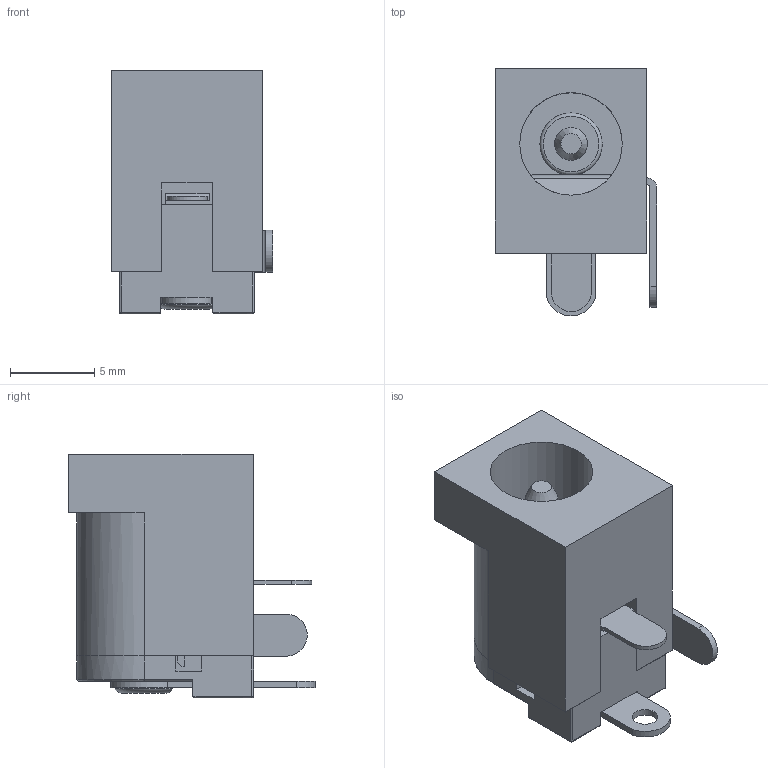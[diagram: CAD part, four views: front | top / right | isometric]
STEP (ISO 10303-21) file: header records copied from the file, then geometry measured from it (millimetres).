
FILE_DESCRIPTION(/* description */ ('Alibre Inc.'),/* implementation_level */ '2;1');
FILE_NAME(/* name */ 'export0',/* time_stamp */ '2014-09-26T08:31:39+09:00',/* author */ (''),/* organization */ (''),/* preprocessor_version */ 'ST-DEVELOPER v14',/* originating_system */ 'Alibre',/* authorisation */ '');
FILE_SCHEMA (('CONFIG_CONTROL_DESIGN'));
Length unit declared in the file: centimetre
Products named in the file (1): ID_1
Bounding box: 9.59 x 14.7 x 14.5 mm (x, y, z)
Volume: 782.4 mm3; surface area: 1688.7 mm2
Topology: 1 solids, 1 shells, 201 faces, 563 edges, 361 vertices
Faces by surface type: plane 140, cylinder 50, torus 6, cone 3, sphere 2
Full cylindrical faces by diameter (mm): 1.5 x2, 1.8 x1, 1.95 x2, 2 x1, 2.1 x1, 2.2 x1, 3.7 x2, 6.1 x1
Entity records: 6112 total; most frequent: CARTESIAN_POINT 1160, ORIENTED_EDGE 1068, DIRECTION 852, EDGE_CURVE 534, VECTOR 386, LINE 386, VERTEX_POINT 354, AXIS2_PLACEMENT_3D 299
